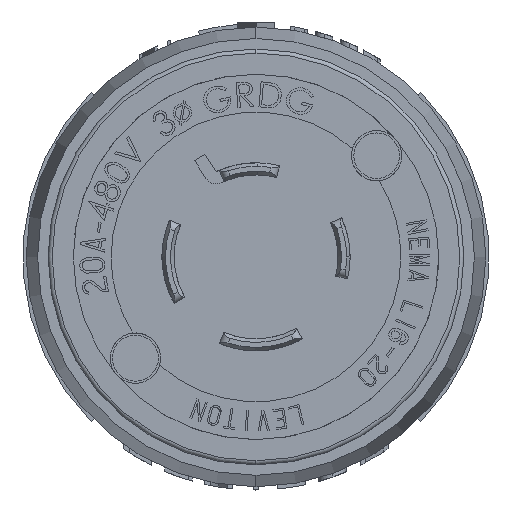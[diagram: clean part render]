
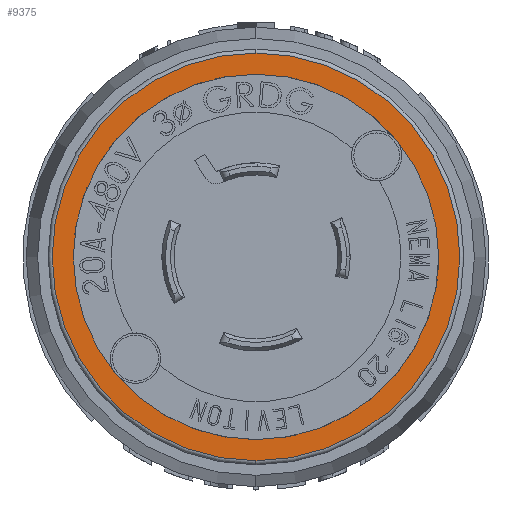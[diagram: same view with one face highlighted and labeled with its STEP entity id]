
A CAD part, left-side view. The second image highlights one B-rep face of the part: STEP entity #9375.
In plain terms, the highlighted planar face has unit normal (-1, 0, 0).
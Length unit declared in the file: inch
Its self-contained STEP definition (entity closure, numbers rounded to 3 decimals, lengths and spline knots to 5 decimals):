
#3976 = DIRECTION ( 'NONE',  ( 0., 0., -1. ) ) ;
#5776 = EDGE_CURVE ( 'NONE', #21037, #52116, #46615, .T. ) ;
#8153 = CARTESIAN_POINT ( 'NONE',  ( 0.25, -0.906, 0. ) ) ;
#9039 = ORIENTED_EDGE ( 'NONE', *, *, #51222, .F. ) ;
#9375 = ADVANCED_FACE ( 'NONE', ( #23077, #17811 ), #33054, .F. ) ;
#13672 = CARTESIAN_POINT ( 'NONE',  ( 0.25, 0., 1.011 ) ) ;
#14798 = ORIENTED_EDGE ( 'NONE', *, *, #21551, .F. ) ;
#16462 = CARTESIAN_POINT ( 'NONE',  ( 0.25, 0., 0. ) ) ;
#17416 = AXIS2_PLACEMENT_3D ( 'NONE', #24144, #64369, #44691 ) ;
#17811 = FACE_OUTER_BOUND ( 'NONE', #46117, .T. ) ;
#18037 = AXIS2_PLACEMENT_3D ( 'NONE', #39053, #18217, #3976 ) ;
#18162 = ORIENTED_EDGE ( 'NONE', *, *, #5776, .F. ) ;
#18217 = DIRECTION ( 'NONE',  ( 1., 0., 0. ) ) ;
#19028 = AXIS2_PLACEMENT_3D ( 'NONE', #21392, #51941, #40337 ) ;
#21037 = VERTEX_POINT ( 'NONE', #13672 ) ;
#21392 = CARTESIAN_POINT ( 'NONE',  ( 0.25, 0., 0. ) ) ;
#21551 = EDGE_CURVE ( 'NONE', #40933, #64539, #56258, .T. ) ;
#23077 = FACE_BOUND ( 'NONE', #32059, .T. ) ;
#24144 = CARTESIAN_POINT ( 'NONE',  ( 0.25, 0., 0. ) ) ;
#24489 = EDGE_CURVE ( 'NONE', #52116, #21037, #29025, .T. ) ;
#29025 = CIRCLE ( 'NONE', #17416, 1.011 ) ;
#32030 = DIRECTION ( 'NONE',  ( -1., 0., 0. ) ) ;
#32059 = EDGE_LOOP ( 'NONE', ( #9039, #14798 ) ) ;
#33054 = PLANE ( 'NONE',  #53817 ) ;
#33397 = DIRECTION ( 'NONE',  ( 0., 0., 1. ) ) ;
#34024 = AXIS2_PLACEMENT_3D ( 'NONE', #16462, #32030, #57296 ) ;
#39053 = CARTESIAN_POINT ( 'NONE',  ( 0.25, 0., 0. ) ) ;
#40337 = DIRECTION ( 'NONE',  ( 0., 1., 0. ) ) ;
#40933 = VERTEX_POINT ( 'NONE', #43111 ) ;
#43111 = CARTESIAN_POINT ( 'NONE',  ( 0.25, 0.906, 0. ) ) ;
#44691 = DIRECTION ( 'NONE',  ( 0., 0., -1. ) ) ;
#46117 = EDGE_LOOP ( 'NONE', ( #18162, #51055 ) ) ;
#46615 = CIRCLE ( 'NONE', #18037, 1.011 ) ;
#51055 = ORIENTED_EDGE ( 'NONE', *, *, #24489, .F. ) ;
#51222 = EDGE_CURVE ( 'NONE', #64539, #40933, #59321, .T. ) ;
#51941 = DIRECTION ( 'NONE',  ( -1., 0., 0. ) ) ;
#52116 = VERTEX_POINT ( 'NONE', #53709 ) ;
#53279 = DIRECTION ( 'NONE',  ( 1., 0., 0. ) ) ;
#53709 = CARTESIAN_POINT ( 'NONE',  ( 0.25, 0., -1.011 ) ) ;
#53817 = AXIS2_PLACEMENT_3D ( 'NONE', #63584, #53279, #33397 ) ;
#56258 = CIRCLE ( 'NONE', #34024, 0.906 ) ;
#57296 = DIRECTION ( 'NONE',  ( 0., 1., 0. ) ) ;
#59321 = CIRCLE ( 'NONE', #19028, 0.906 ) ;
#63584 = CARTESIAN_POINT ( 'NONE',  ( 0.25, -1.011, 0. ) ) ;
#64369 = DIRECTION ( 'NONE',  ( 1., 0., 0. ) ) ;
#64539 = VERTEX_POINT ( 'NONE', #8153 ) ;
